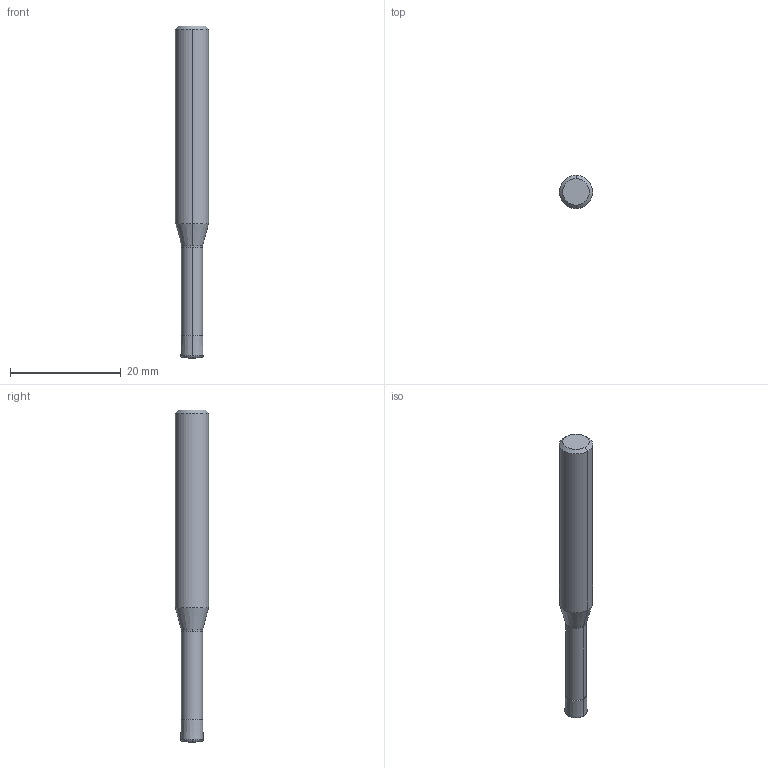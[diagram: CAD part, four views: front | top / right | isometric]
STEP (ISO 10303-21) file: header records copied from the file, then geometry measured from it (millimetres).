
FILE_DESCRIPTION(('STEP AP214'),'1');
FILE_NAME('eeeE43.stp','2022-11-28T09:37:57',(' '),(' '),'Spatial InterOp 3D',' ',' ');
FILE_SCHEMA(('AUTOMOTIVE_DESIGN { 1 0 10303 214 1 1 1 1 }'));
Length unit declared in the file: millimetre
Products named in the file (1): 1
Bounding box: 6 x 6 x 60 mm (x, y, z)
Volume: 1318.2 mm3; surface area: 1037.4 mm2
Topology: 2 solids, 2 shells, 22 faces, 64 edges, 47 vertices
Faces by surface type: cone 8, torus 6, cylinder 4, plane 4
Entity records: 948 total; most frequent: DIRECTION 155, CARTESIAN_POINT 122, ORIENTED_EDGE 96, AXIS2_PLACEMENT_3D 67, EDGE_CURVE 48, CIRCLE 39, VERTEX_POINT 30, STYLED_ITEM 25
